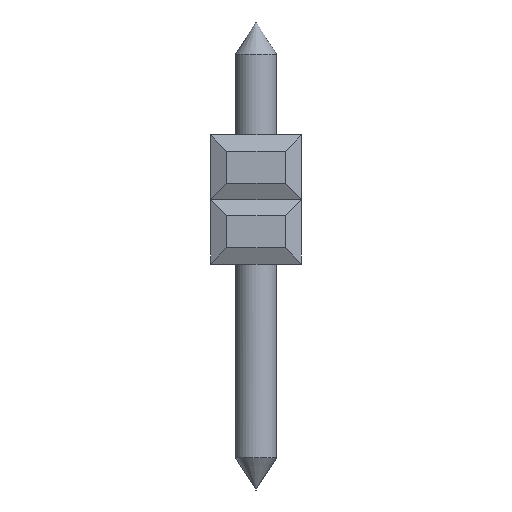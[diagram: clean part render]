
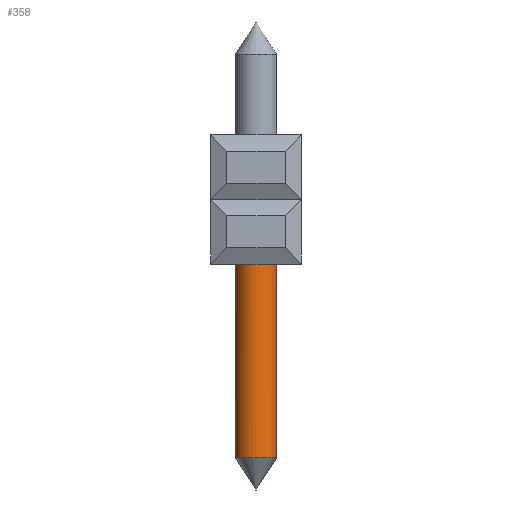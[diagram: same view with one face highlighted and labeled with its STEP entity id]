
A CAD part, left-side view. The second image highlights one B-rep face of the part: STEP entity #358.
In plain terms, the highlighted cylindrical face has radius 0.65 mm (diameter 1.3 mm), a full revolution.
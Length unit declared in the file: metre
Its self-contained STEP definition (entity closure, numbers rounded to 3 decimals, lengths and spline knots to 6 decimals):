
#358=ADVANCED_FACE('',(#1007,#1008),#1009,.T.);
#1007=FACE_OUTER_BOUND('',#2002,.T.);
#1008=FACE_OUTER_BOUND('',#2003,.T.);
#1009=CYLINDRICAL_SURFACE('',#2004,0.00065);
#2002=EDGE_LOOP('',(#3034));
#2003=EDGE_LOOP('',(#3035));
#2004=AXIS2_PLACEMENT_3D('',#3036,#3037,#3038);
#3034=ORIENTED_EDGE('',*,*,#5552,.F.);
#3035=ORIENTED_EDGE('',*,*,#5553,.F.);
#3036=CARTESIAN_POINT('',(-0.00435,-0.03326,0.0005));
#3037=DIRECTION('',(0.0,0.,-1.0));
#3038=DIRECTION('',(-1.0,0.0,0.0));
#5552=EDGE_CURVE('',#6568,#6568,#6569,.T.);
#5553=EDGE_CURVE('',#6570,#6570,#6571,.T.);
#6568=VERTEX_POINT('',#7968);
#6569=CIRCLE('',#7969,0.00065);
#6570=VERTEX_POINT('',#7970);
#6571=CIRCLE('',#7971,0.00065);
#7968=CARTESIAN_POINT('',(-0.00396,-0.03274,-0.01));
#7969=AXIS2_PLACEMENT_3D('',#9961,#9962,#9963);
#7970=CARTESIAN_POINT('',(-0.00435,-0.03391,-0.0038));
#7971=AXIS2_PLACEMENT_3D('',#9964,#9965,#9966);
#9961=CARTESIAN_POINT('',(-0.00435,-0.03326,-0.01));
#9962=DIRECTION('',(0.,0.,-1.0));
#9963=DIRECTION('',(0.6,0.8,0.));
#9964=CARTESIAN_POINT('',(-0.00435,-0.03326,-0.0038));
#9965=DIRECTION('',(0.0,0.,1.0));
#9966=DIRECTION('',(0.0,-1.0,0.));
